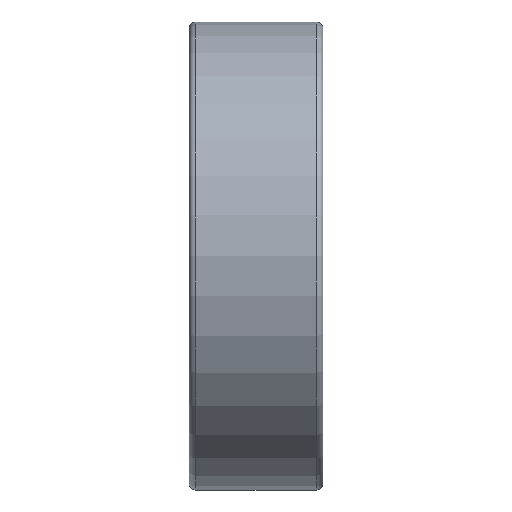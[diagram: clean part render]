
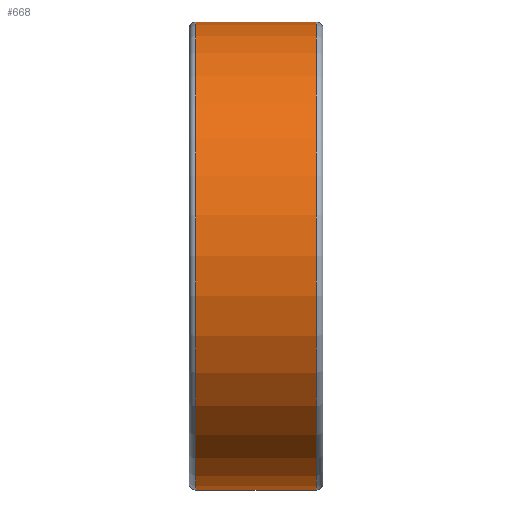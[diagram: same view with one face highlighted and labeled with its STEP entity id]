
A CAD part, top view. The second image highlights one B-rep face of the part: STEP entity #668.
In plain terms, the highlighted cylindrical face has radius 3.505 mm (diameter 7.01 mm), a partial arc.
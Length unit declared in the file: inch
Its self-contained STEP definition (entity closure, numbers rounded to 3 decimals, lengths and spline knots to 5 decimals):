
#449=CARTESIAN_POINT('',(-0.03555,0.,0.));
#450=DIRECTION('',(1.,0.,0.));
#451=DIRECTION('',(0.,1.,0.));
#452=AXIS2_PLACEMENT_3D('',#449,#450,#451);
#454=CARTESIAN_POINT('',(0.03555,0.,0.));
#455=DIRECTION('',(1.,0.,0.));
#456=DIRECTION('',(0.,1.,0.));
#457=AXIS2_PLACEMENT_3D('',#454,#455,#456);
#459=DIRECTION('',(-1.,0.,0.));
#460=VECTOR('',#459,0.0711);
#461=CARTESIAN_POINT('',(0.03555,0.138,0.));
#462=LINE('',#461,#460);
#463=DIRECTION('',(-1.,0.,0.));
#464=VECTOR('',#463,0.0711);
#465=CARTESIAN_POINT('',(0.03555,-0.138,0.));
#466=LINE('',#465,#464);
#525=CARTESIAN_POINT('',(0.03555,0.138,0.));
#527=VERTEX_POINT('',#525);
#528=CARTESIAN_POINT('',(-0.03555,0.138,0.));
#529=VERTEX_POINT('',#528);
#541=CARTESIAN_POINT('',(0.03555,-0.138,0.));
#543=VERTEX_POINT('',#541);
#544=CARTESIAN_POINT('',(-0.03555,-0.138,0.));
#545=VERTEX_POINT('',#544);
#654=CARTESIAN_POINT('',(-0.04345,0.,0.));
#655=DIRECTION('',(1.,0.,0.));
#656=DIRECTION('',(0.,-1.,0.));
#657=AXIS2_PLACEMENT_3D('',#654,#655,#656);
#658=CYLINDRICAL_SURFACE('',#657,0.138);
#660=ORIENTED_EDGE('',*,*,#659,.F.);
#662=ORIENTED_EDGE('',*,*,#661,.T.);
#664=ORIENTED_EDGE('',*,*,#663,.T.);
#665=ORIENTED_EDGE('',*,*,#647,.F.);
#666=EDGE_LOOP('',(#660,#662,#664,#665));
#667=FACE_OUTER_BOUND('',#666,.F.);
#453=CIRCLE('',#452,0.138);
#458=CIRCLE('',#457,0.138);
#647=EDGE_CURVE('',#529,#545,#453,.T.);
#659=EDGE_CURVE('',#527,#529,#462,.T.);
#661=EDGE_CURVE('',#527,#543,#458,.T.);
#663=EDGE_CURVE('',#543,#545,#466,.T.);
#668=ADVANCED_FACE('',(#667),#658,.T.);
